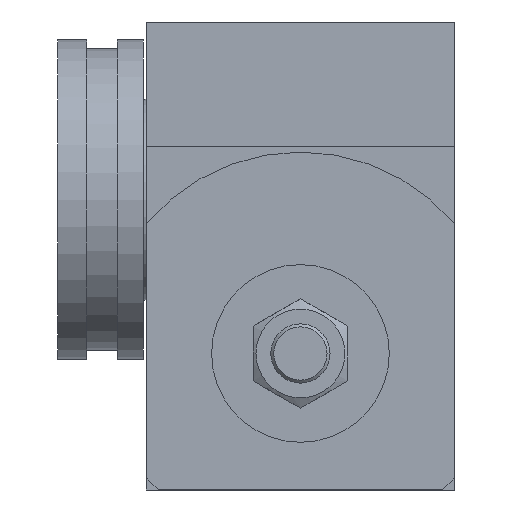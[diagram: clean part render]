
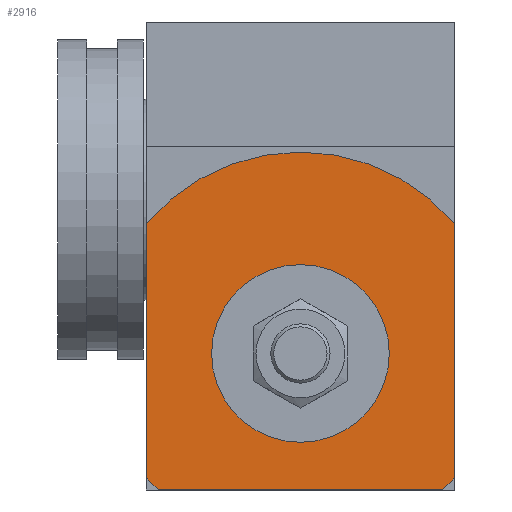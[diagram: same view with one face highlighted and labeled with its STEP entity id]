
A CAD part, left-side view. The second image highlights one B-rep face of the part: STEP entity #2916.
In plain terms, the highlighted planar face has unit normal (-1, 0, 0).
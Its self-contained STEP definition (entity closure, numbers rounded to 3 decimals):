
#67=FACE_BOUND('',#500,.T.);
#132=PLANE('',#3318);
#333=FACE_OUTER_BOUND('',#499,.T.);
#499=EDGE_LOOP('',(#2519,#2520,#2521,#2522,#2523,#2524));
#500=EDGE_LOOP('',(#2525,#2526));
#708=CIRCLE('',#3222,15.);
#711=CIRCLE('',#3225,15.);
#776=CIRCLE('',#3319,34.);
#911=LINE('',#5097,#1110);
#912=LINE('',#5099,#1111);
#913=LINE('',#5101,#1112);
#914=LINE('',#5103,#1113);
#915=LINE('',#5104,#1114);
#1110=VECTOR('',#4136,1000.);
#1111=VECTOR('',#4137,1000.);
#1112=VECTOR('',#4138,1000.);
#1113=VECTOR('',#4139,1000.);
#1114=VECTOR('',#4140,1000.);
#1378=VERTEX_POINT('',#4893);
#1379=VERTEX_POINT('',#4894);
#1454=VERTEX_POINT('',#5093);
#1455=VERTEX_POINT('',#5094);
#1456=VERTEX_POINT('',#5096);
#1457=VERTEX_POINT('',#5098);
#1458=VERTEX_POINT('',#5100);
#1459=VERTEX_POINT('',#5102);
#1754=EDGE_CURVE('',#1378,#1379,#708,.T.);
#1758=EDGE_CURVE('',#1379,#1378,#711,.T.);
#1849=EDGE_CURVE('',#1454,#1455,#776,.T.);
#1850=EDGE_CURVE('',#1455,#1456,#911,.T.);
#1851=EDGE_CURVE('',#1456,#1457,#912,.T.);
#1852=EDGE_CURVE('',#1457,#1458,#913,.T.);
#1853=EDGE_CURVE('',#1458,#1459,#914,.T.);
#1854=EDGE_CURVE('',#1459,#1454,#915,.T.);
#2519=ORIENTED_EDGE('',*,*,#1849,.T.);
#2520=ORIENTED_EDGE('',*,*,#1850,.T.);
#2521=ORIENTED_EDGE('',*,*,#1851,.T.);
#2522=ORIENTED_EDGE('',*,*,#1852,.T.);
#2523=ORIENTED_EDGE('',*,*,#1853,.T.);
#2524=ORIENTED_EDGE('',*,*,#1854,.T.);
#2525=ORIENTED_EDGE('',*,*,#1754,.F.);
#2526=ORIENTED_EDGE('',*,*,#1758,.F.);
#2916=ADVANCED_FACE('',(#333,#67),#132,.T.);
#3222=AXIS2_PLACEMENT_3D('',#4895,#3913,#3914);
#3225=AXIS2_PLACEMENT_3D('',#4901,#3920,#3921);
#3318=AXIS2_PLACEMENT_3D('',#5092,#4132,#4133);
#3319=AXIS2_PLACEMENT_3D('',#5095,#4134,#4135);
#3913=DIRECTION('center_axis',(-1.,0.,0.));
#3914=DIRECTION('ref_axis',(0.,0.,1.));
#3920=DIRECTION('center_axis',(-1.,0.,0.));
#3921=DIRECTION('ref_axis',(0.,0.,1.));
#4132=DIRECTION('center_axis',(-1.,0.,0.));
#4133=DIRECTION('ref_axis',(0.,0.,1.));
#4134=DIRECTION('center_axis',(-1.,0.,0.));
#4135=DIRECTION('ref_axis',(0.,0.,1.));
#4136=DIRECTION('',(0.,0.,-1.));
#4137=DIRECTION('',(0.,-0.707,-0.707));
#4138=DIRECTION('',(0.,-1.,0.));
#4139=DIRECTION('',(0.,-0.707,0.707));
#4140=DIRECTION('',(0.,0.,1.));
#4893=CARTESIAN_POINT('',(-104.,26.,8.045));
#4894=CARTESIAN_POINT('',(-104.,26.,38.045));
#4895=CARTESIAN_POINT('Origin',(-104.,26.,23.045));
#4901=CARTESIAN_POINT('Origin',(-104.,26.,23.045));
#5092=CARTESIAN_POINT('Origin',(-104.,26.,23.045));
#5093=CARTESIAN_POINT('',(-104.,0.005,44.96));
#5094=CARTESIAN_POINT('',(-104.,51.995,44.96));
#5095=CARTESIAN_POINT('Origin',(-104.,26.,23.045));
#5096=CARTESIAN_POINT('',(-104.,51.995,2.04));
#5097=CARTESIAN_POINT('',(-104.,51.995,2.04));
#5098=CARTESIAN_POINT('',(-104.,50.005,0.05));
#5099=CARTESIAN_POINT('',(-104.,50.005,0.05));
#5100=CARTESIAN_POINT('',(-104.,1.995,0.05));
#5101=CARTESIAN_POINT('',(-104.,50.005,0.05));
#5102=CARTESIAN_POINT('',(-104.,0.005,2.04));
#5103=CARTESIAN_POINT('',(-104.,1.995,0.05));
#5104=CARTESIAN_POINT('',(-104.,0.005,2.04));
